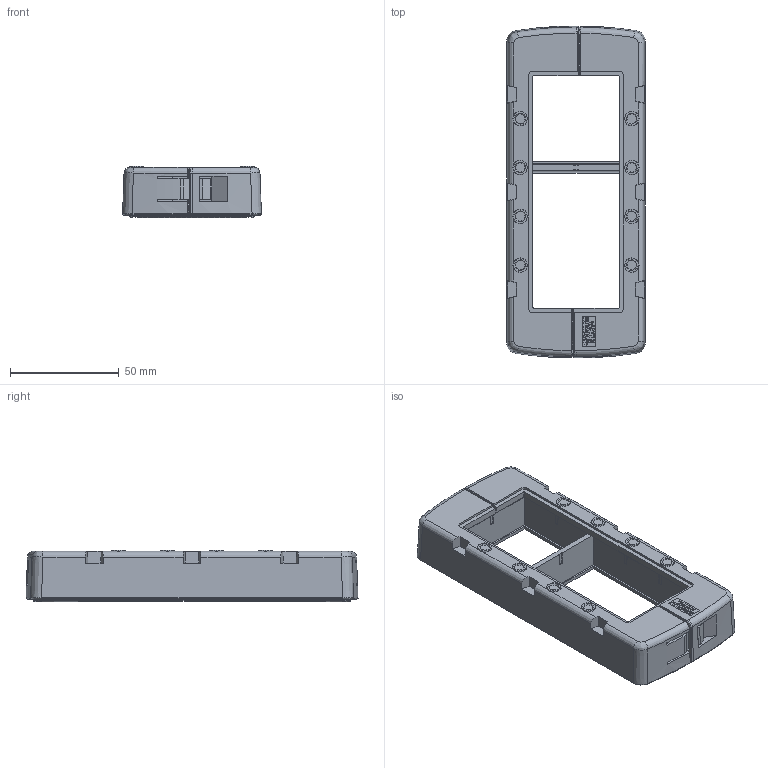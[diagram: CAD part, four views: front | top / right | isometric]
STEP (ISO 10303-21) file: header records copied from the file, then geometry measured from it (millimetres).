
FILE_DESCRIPTION(('CATIA V5 STEP Exchange','CAx-IF Rec.Pracs.--- Model Styling and Organization---1.4--- 2014-01-23'),'2;1');
FILE_NAME ('1469366-4_2_2891560000_2891560000.stp','2023-02-06T09:16:39+00:00',('none'),('Weidmueller'),'CATIA Version 5-6 Release 2016 SP3 HF44','CATIA V5 STEP AP214','none');
FILE_SCHEMA(('AUTOMOTIVE_DESIGN { 1 0 10303 214 1 1 1 1 }'));
Products named in the file (1): 2891560000_CABTITE_FRFT_24-10
Bounding box: 63.96 x 152.95 x 23.7 mm (x, y, z)
Volume: 92925.8 mm3; surface area: 56230.2 mm2
Topology: 3 solids, 36 shells, 1821 faces, 5011 edges, 3316 vertices
Faces by surface type: plane 1187, bspline 213, cylinder 128, extrusion 119, cone 102, torus 68, sphere 4
Entity records: 63833 total; most frequent: CARTESIAN_POINT 20994, ORIENTED_EDGE 10014, DIRECTION 6812, EDGE_CURVE 5007, VECTOR 3509, LINE 3390, VERTEX_POINT 3316, EDGE_LOOP 1933
